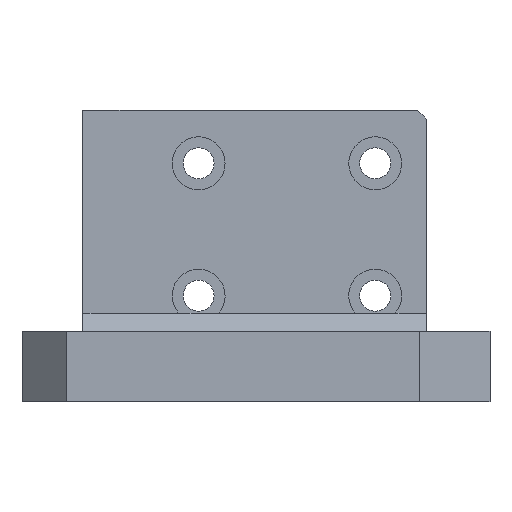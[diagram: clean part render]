
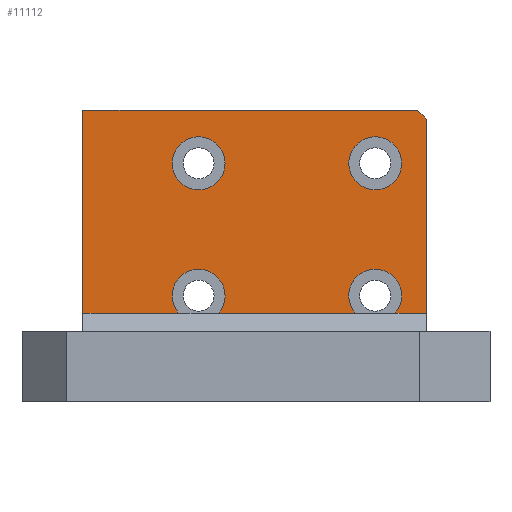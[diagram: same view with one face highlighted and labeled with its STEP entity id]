
A CAD part, front view. The second image highlights one B-rep face of the part: STEP entity #11112.
In plain terms, the highlighted planar face has unit normal (0, -1, 0).
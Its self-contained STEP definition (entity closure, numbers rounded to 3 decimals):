
#26 = DIRECTION ( 'NONE',  ( 1., 0., 0. ) ) ;
#88 = ORIENTED_EDGE ( 'NONE', *, *, #10286, .F. ) ;
#212 = DIRECTION ( 'NONE',  ( 0., 0., 1. ) ) ;
#222 = DIRECTION ( 'NONE',  ( 0., -1., 0. ) ) ;
#239 = EDGE_CURVE ( 'NONE', #15779, #12427, #13216, .T. ) ;
#336 = VERTEX_POINT ( 'NONE', #3373 ) ;
#523 = VERTEX_POINT ( 'NONE', #10257 ) ;
#559 = DIRECTION ( 'NONE',  ( 1., 0., 0. ) ) ;
#585 = CARTESIAN_POINT ( 'NONE',  ( -17.1, 25.3, 2. ) ) ;
#792 = DIRECTION ( 'NONE',  ( 0., -1., 0. ) ) ;
#959 = ORIENTED_EDGE ( 'NONE', *, *, #14973, .F. ) ;
#1003 = LINE ( 'NONE', #11595, #15549 ) ;
#1426 = EDGE_LOOP ( 'NONE', ( #12718, #3621 ) ) ;
#1454 = LINE ( 'NONE', #9022, #14673 ) ;
#1878 = DIRECTION ( 'NONE',  ( 0., -1., 0. ) ) ;
#2054 = ORIENTED_EDGE ( 'NONE', *, *, #9865, .T. ) ;
#2084 = AXIS2_PLACEMENT_3D ( 'NONE', #8994, #14169, #5369 ) ;
#2131 = CARTESIAN_POINT ( 'NONE',  ( 13., 25.3, 19. ) ) ;
#2665 = VERTEX_POINT ( 'NONE', #4357 ) ;
#3134 = DIRECTION ( 'NONE',  ( 1., 0., 0. ) ) ;
#3207 = VECTOR ( 'NONE', #212, 1000. ) ;
#3339 = DIRECTION ( 'NONE',  ( 1., 0., 0. ) ) ;
#3373 = CARTESIAN_POINT ( 'NONE',  ( 21.8, 25.3, 2. ) ) ;
#3502 = EDGE_LOOP ( 'NONE', ( #8618, #13622 ) ) ;
#3529 = CIRCLE ( 'NONE', #9570, 3. ) ;
#3621 = ORIENTED_EDGE ( 'NONE', *, *, #16145, .F. ) ;
#3659 = VERTEX_POINT ( 'NONE', #585 ) ;
#3787 = CARTESIAN_POINT ( 'NONE',  ( 16., 25.3, 19. ) ) ;
#3829 = CARTESIAN_POINT ( 'NONE',  ( -50.249, 25.3, 2. ) ) ;
#4213 = ORIENTED_EDGE ( 'NONE', *, *, #10746, .F. ) ;
#4222 = DIRECTION ( 'NONE',  ( -1., 0., 0. ) ) ;
#4357 = CARTESIAN_POINT ( 'NONE',  ( -1., 25.3, 19. ) ) ;
#4431 = CARTESIAN_POINT ( 'NONE',  ( 16., 25.3, 4. ) ) ;
#4567 = CARTESIAN_POINT ( 'NONE',  ( -4., 25.3, 4. ) ) ;
#4874 = CARTESIAN_POINT ( 'NONE',  ( 13.764, 25.3, 2. ) ) ;
#4899 = DIRECTION ( 'NONE',  ( 1., 0., 0. ) ) ;
#5033 = CARTESIAN_POINT ( 'NONE',  ( -50.249, 25.3, 25. ) ) ;
#5203 = FACE_BOUND ( 'NONE', #1426, .T. ) ;
#5284 = CIRCLE ( 'NONE', #10803, 3. ) ;
#5303 = EDGE_CURVE ( 'NONE', #5533, #3659, #1454, .T. ) ;
#5346 = VECTOR ( 'NONE', #4222, 1000. ) ;
#5369 = DIRECTION ( 'NONE',  ( 1., 0., 0. ) ) ;
#5533 = VERTEX_POINT ( 'NONE', #11623 ) ;
#5572 = CARTESIAN_POINT ( 'NONE',  ( 16., 25.3, 19. ) ) ;
#5724 = DIRECTION ( 'NONE',  ( 0., 0., -1. ) ) ;
#6326 = DIRECTION ( 'NONE',  ( 1., 0., 0. ) ) ;
#6378 = EDGE_CURVE ( 'NONE', #12427, #10335, #12788, .T. ) ;
#7740 = LINE ( 'NONE', #5033, #12442 ) ;
#7882 = VERTEX_POINT ( 'NONE', #10949 ) ;
#7985 = AXIS2_PLACEMENT_3D ( 'NONE', #5572, #1878, #559 ) ;
#8218 = DIRECTION ( 'NONE',  ( 0., -1., 0. ) ) ;
#8271 = CARTESIAN_POINT ( 'NONE',  ( -2.224, 25.3, 48.024 ) ) ;
#8278 = ORIENTED_EDGE ( 'NONE', *, *, #5303, .T. ) ;
#8618 = ORIENTED_EDGE ( 'NONE', *, *, #11919, .F. ) ;
#8650 = VECTOR ( 'NONE', #13445, 1000. ) ;
#8796 = AXIS2_PLACEMENT_3D ( 'NONE', #3787, #11427, #6326 ) ;
#8920 = VECTOR ( 'NONE', #16256, 1000. ) ;
#8994 = CARTESIAN_POINT ( 'NONE',  ( -50.249, 25.3, 0. ) ) ;
#9022 = CARTESIAN_POINT ( 'NONE',  ( -17.1, 25.3, 25.001 ) ) ;
#9155 = VERTEX_POINT ( 'NONE', #11846 ) ;
#9330 = LINE ( 'NONE', #14346, #5346 ) ;
#9570 = AXIS2_PLACEMENT_3D ( 'NONE', #12622, #13615, #4899 ) ;
#9836 = ORIENTED_EDGE ( 'NONE', *, *, #10768, .F. ) ;
#9865 = EDGE_CURVE ( 'NONE', #336, #7882, #10318, .T. ) ;
#10201 = DIRECTION ( 'NONE',  ( -1., 0., 0. ) ) ;
#10257 = CARTESIAN_POINT ( 'NONE',  ( -6.236, 25.3, 2. ) ) ;
#10286 = EDGE_CURVE ( 'NONE', #523, #3659, #1003, .T. ) ;
#10302 = FACE_OUTER_BOUND ( 'NONE', #13605, .T. ) ;
#10318 = LINE ( 'NONE', #11470, #3207 ) ;
#10335 = VERTEX_POINT ( 'NONE', #12587 ) ;
#10740 = AXIS2_PLACEMENT_3D ( 'NONE', #4567, #792, #3339 ) ;
#10746 = EDGE_CURVE ( 'NONE', #11322, #7882, #15843, .T. ) ;
#10768 = EDGE_CURVE ( 'NONE', #10335, #523, #11798, .T. ) ;
#10803 = AXIS2_PLACEMENT_3D ( 'NONE', #11645, #222, #12878 ) ;
#10949 = CARTESIAN_POINT ( 'NONE',  ( 21.8, 25.3, 24. ) ) ;
#11112 = ADVANCED_FACE ( 'NONE', ( #5203, #10302, #14253 ), #13925, .T. ) ;
#11197 = CARTESIAN_POINT ( 'NONE',  ( 20.8, 25.3, 25. ) ) ;
#11322 = VERTEX_POINT ( 'NONE', #11197 ) ;
#11382 = ORIENTED_EDGE ( 'NONE', *, *, #239, .F. ) ;
#11427 = DIRECTION ( 'NONE',  ( 0., -1., 0. ) ) ;
#11470 = CARTESIAN_POINT ( 'NONE',  ( 21.8, 25.3, -9.035 ) ) ;
#11595 = CARTESIAN_POINT ( 'NONE',  ( -50.249, 25.3, 2. ) ) ;
#11623 = CARTESIAN_POINT ( 'NONE',  ( -17.1, 25.3, 25. ) ) ;
#11645 = CARTESIAN_POINT ( 'NONE',  ( -4., 25.3, 19. ) ) ;
#11778 = VERTEX_POINT ( 'NONE', #2131 ) ;
#11798 = CIRCLE ( 'NONE', #10740, 3. ) ;
#11846 = CARTESIAN_POINT ( 'NONE',  ( 19., 25.3, 19. ) ) ;
#11919 = EDGE_CURVE ( 'NONE', #2665, #16067, #5284, .T. ) ;
#12427 = VERTEX_POINT ( 'NONE', #4874 ) ;
#12442 = VECTOR ( 'NONE', #26, 1000. ) ;
#12587 = CARTESIAN_POINT ( 'NONE',  ( -1.764, 25.3, 2. ) ) ;
#12622 = CARTESIAN_POINT ( 'NONE',  ( -4., 25.3, 19. ) ) ;
#12718 = ORIENTED_EDGE ( 'NONE', *, *, #15616, .F. ) ;
#12788 = LINE ( 'NONE', #3829, #8920 ) ;
#12878 = DIRECTION ( 'NONE',  ( 1., 0., 0. ) ) ;
#13216 = CIRCLE ( 'NONE', #15572, 3. ) ;
#13445 = DIRECTION ( 'NONE',  ( 0.707, 0., -0.707 ) ) ;
#13605 = EDGE_LOOP ( 'NONE', ( #14121, #11382, #15573, #2054, #4213, #959, #8278, #88, #9836 ) ) ;
#13615 = DIRECTION ( 'NONE',  ( 0., -1., 0. ) ) ;
#13622 = ORIENTED_EDGE ( 'NONE', *, *, #15885, .F. ) ;
#13925 = PLANE ( 'NONE',  #2084 ) ;
#14121 = ORIENTED_EDGE ( 'NONE', *, *, #6378, .F. ) ;
#14169 = DIRECTION ( 'NONE',  ( 0., -1., 0. ) ) ;
#14253 = FACE_BOUND ( 'NONE', #3502, .T. ) ;
#14346 = CARTESIAN_POINT ( 'NONE',  ( -50.249, 25.3, 2. ) ) ;
#14565 = CIRCLE ( 'NONE', #7985, 3. ) ;
#14673 = VECTOR ( 'NONE', #5724, 1000. ) ;
#14809 = EDGE_CURVE ( 'NONE', #336, #15779, #9330, .T. ) ;
#14973 = EDGE_CURVE ( 'NONE', #5533, #11322, #7740, .T. ) ;
#15079 = CIRCLE ( 'NONE', #8796, 3. ) ;
#15549 = VECTOR ( 'NONE', #10201, 1000. ) ;
#15572 = AXIS2_PLACEMENT_3D ( 'NONE', #4431, #8218, #3134 ) ;
#15573 = ORIENTED_EDGE ( 'NONE', *, *, #14809, .F. ) ;
#15616 = EDGE_CURVE ( 'NONE', #9155, #11778, #14565, .T. ) ;
#15779 = VERTEX_POINT ( 'NONE', #15856 ) ;
#15843 = LINE ( 'NONE', #8271, #8650 ) ;
#15856 = CARTESIAN_POINT ( 'NONE',  ( 18.236, 25.3, 2. ) ) ;
#15885 = EDGE_CURVE ( 'NONE', #16067, #2665, #3529, .T. ) ;
#16067 = VERTEX_POINT ( 'NONE', #16143 ) ;
#16143 = CARTESIAN_POINT ( 'NONE',  ( -7., 25.3, 19. ) ) ;
#16145 = EDGE_CURVE ( 'NONE', #11778, #9155, #15079, .T. ) ;
#16256 = DIRECTION ( 'NONE',  ( -1., 0., 0. ) ) ;
